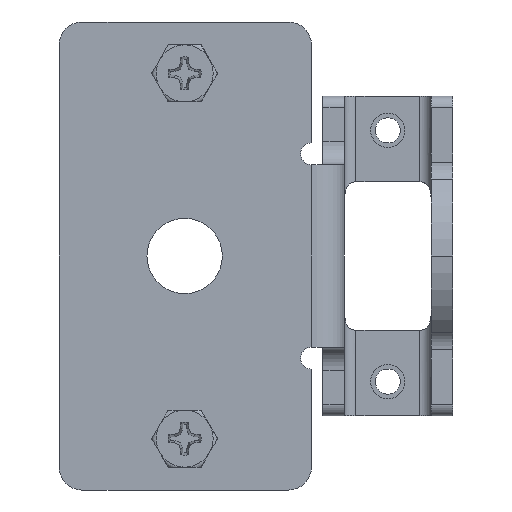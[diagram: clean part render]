
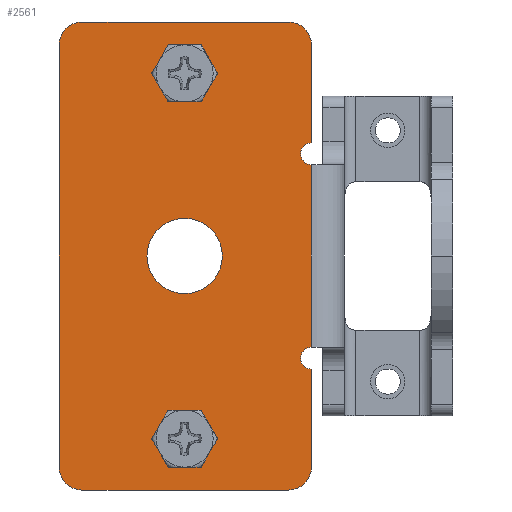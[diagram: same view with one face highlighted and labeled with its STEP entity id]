
A CAD part, front view. The second image highlights one B-rep face of the part: STEP entity #2561.
In plain terms, the highlighted planar face has unit normal (0, -1, 0).
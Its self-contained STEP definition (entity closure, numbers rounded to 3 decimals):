
#703=DIRECTION('',(0.,0.,1.));
#704=VECTOR('',#703,16.);
#705=CARTESIAN_POINT('',(-2.9,0.,-8.));
#706=LINE('',#705,#704);
#850=CARTESIAN_POINT('',(-4.9,0.,18.5));
#851=DIRECTION('',(0.,-1.,0.));
#852=DIRECTION('',(1.,0.,0.));
#853=AXIS2_PLACEMENT_3D('',#850,#851,#852);
#855=DIRECTION('',(0.,0.,1.));
#856=VECTOR('',#855,8.6);
#857=CARTESIAN_POINT('',(-2.9,0.,9.9));
#858=LINE('',#857,#856);
#859=CARTESIAN_POINT('',(-2.9,0.,8.95));
#860=DIRECTION('',(0.,1.,0.));
#861=DIRECTION('',(0.,0.,-1.));
#862=AXIS2_PLACEMENT_3D('',#859,#860,#861);
#864=CARTESIAN_POINT('',(-2.9,0.,-8.95));
#865=DIRECTION('',(0.,-1.,0.));
#866=DIRECTION('',(0.,0.,1.));
#867=AXIS2_PLACEMENT_3D('',#864,#865,#866);
#869=DIRECTION('',(0.,0.,-1.));
#870=VECTOR('',#869,8.6);
#871=CARTESIAN_POINT('',(-2.9,0.,-9.9));
#872=LINE('',#871,#870);
#873=CARTESIAN_POINT('',(-4.9,0.,-18.5));
#874=DIRECTION('',(0.,-1.,0.));
#875=DIRECTION('',(0.,0.,-1.));
#876=AXIS2_PLACEMENT_3D('',#873,#874,#875);
#878=DIRECTION('',(-1.,0.,0.));
#879=VECTOR('',#878,18.1);
#880=CARTESIAN_POINT('',(-4.9,0.,-20.5));
#881=LINE('',#880,#879);
#882=CARTESIAN_POINT('',(-23.,0.,-18.5));
#883=DIRECTION('',(0.,-1.,0.));
#884=DIRECTION('',(-1.,0.,0.));
#885=AXIS2_PLACEMENT_3D('',#882,#883,#884);
#887=DIRECTION('',(0.,0.,1.));
#888=VECTOR('',#887,37.);
#889=CARTESIAN_POINT('',(-25.,0.,-18.5));
#890=LINE('',#889,#888);
#891=CARTESIAN_POINT('',(-23.,0.,18.5));
#892=DIRECTION('',(0.,-1.,0.));
#893=DIRECTION('',(0.,0.,1.));
#894=AXIS2_PLACEMENT_3D('',#891,#892,#893);
#896=DIRECTION('',(-1.,0.,0.));
#897=VECTOR('',#896,18.1);
#898=CARTESIAN_POINT('',(-4.9,0.,20.5));
#899=LINE('',#898,#897);
#900=CARTESIAN_POINT('',(-14.,0.,0.));
#901=DIRECTION('',(0.,1.,0.));
#902=DIRECTION('',(-1.,0.,0.));
#903=AXIS2_PLACEMENT_3D('',#900,#901,#902);
#905=CARTESIAN_POINT('',(-14.,0.,0.));
#906=DIRECTION('',(0.,1.,0.));
#907=DIRECTION('',(1.,0.,0.));
#908=AXIS2_PLACEMENT_3D('',#905,#906,#907);
#910=CARTESIAN_POINT('',(-14.,0.,-16.));
#911=DIRECTION('',(0.,1.,0.));
#912=DIRECTION('',(-1.,0.,0.));
#913=AXIS2_PLACEMENT_3D('',#910,#911,#912);
#915=CARTESIAN_POINT('',(-14.,0.,-16.));
#916=DIRECTION('',(0.,1.,0.));
#917=DIRECTION('',(1.,0.,0.));
#918=AXIS2_PLACEMENT_3D('',#915,#916,#917);
#920=CARTESIAN_POINT('',(-14.,0.,16.));
#921=DIRECTION('',(0.,1.,0.));
#922=DIRECTION('',(-1.,0.,0.));
#923=AXIS2_PLACEMENT_3D('',#920,#921,#922);
#925=CARTESIAN_POINT('',(-14.,0.,16.));
#926=DIRECTION('',(0.,1.,0.));
#927=DIRECTION('',(1.,0.,0.));
#928=AXIS2_PLACEMENT_3D('',#925,#926,#927);
#1174=CARTESIAN_POINT('',(-2.9,0.,8.));
#1175=CARTESIAN_POINT('',(-2.9,0.,9.9));
#1176=VERTEX_POINT('',#1174);
#1177=VERTEX_POINT('',#1175);
#1182=CARTESIAN_POINT('',(-2.9,0.,-8.));
#1183=CARTESIAN_POINT('',(-2.9,0.,-9.9));
#1184=VERTEX_POINT('',#1182);
#1185=VERTEX_POINT('',#1183);
#1190=CARTESIAN_POINT('',(-2.9,0.,18.5));
#1191=VERTEX_POINT('',#1190);
#1192=CARTESIAN_POINT('',(-4.9,0.,20.5));
#1193=VERTEX_POINT('',#1192);
#1198=CARTESIAN_POINT('',(-23.,0.,20.5));
#1199=VERTEX_POINT('',#1198);
#1200=CARTESIAN_POINT('',(-25.,0.,18.5));
#1201=VERTEX_POINT('',#1200);
#1206=CARTESIAN_POINT('',(-25.,0.,-18.5));
#1207=VERTEX_POINT('',#1206);
#1208=CARTESIAN_POINT('',(-23.,0.,-20.5));
#1209=VERTEX_POINT('',#1208);
#1214=CARTESIAN_POINT('',(-4.9,0.,-20.5));
#1215=VERTEX_POINT('',#1214);
#1216=CARTESIAN_POINT('',(-2.9,0.,-18.5));
#1217=VERTEX_POINT('',#1216);
#1234=CARTESIAN_POINT('',(-17.3,0.,0.));
#1235=CARTESIAN_POINT('',(-10.7,0.,0.));
#1236=VERTEX_POINT('',#1234);
#1237=VERTEX_POINT('',#1235);
#1242=CARTESIAN_POINT('',(-15.1,0.,-16.));
#1243=CARTESIAN_POINT('',(-12.9,0.,-16.));
#1244=VERTEX_POINT('',#1242);
#1245=VERTEX_POINT('',#1243);
#1246=CARTESIAN_POINT('',(-15.1,0.,16.));
#1247=CARTESIAN_POINT('',(-12.9,0.,16.));
#1248=VERTEX_POINT('',#1246);
#1249=VERTEX_POINT('',#1247);
#2516=CARTESIAN_POINT('',(-25.,0.,-14.));
#2517=DIRECTION('',(0.,-1.,0.));
#2518=DIRECTION('',(1.,0.,0.));
#2519=AXIS2_PLACEMENT_3D('',#2516,#2517,#2518);
#2520=PLANE('',#2519);
#2521=ORIENTED_EDGE('',*,*,#2482,.F.);
#2522=ORIENTED_EDGE('',*,*,#2498,.F.);
#2523=ORIENTED_EDGE('',*,*,#2510,.F.);
#2524=ORIENTED_EDGE('',*,*,#2326,.F.);
#2526=ORIENTED_EDGE('',*,*,#2525,.T.);
#2528=ORIENTED_EDGE('',*,*,#2527,.T.);
#2530=ORIENTED_EDGE('',*,*,#2529,.F.);
#2532=ORIENTED_EDGE('',*,*,#2531,.T.);
#2534=ORIENTED_EDGE('',*,*,#2533,.F.);
#2536=ORIENTED_EDGE('',*,*,#2535,.T.);
#2538=ORIENTED_EDGE('',*,*,#2537,.F.);
#2540=ORIENTED_EDGE('',*,*,#2539,.F.);
#2541=EDGE_LOOP('',(#2521,#2522,#2523,#2524,#2526,#2528,#2530,#2532,#2534,#2536,
#2538,#2540));
#2542=FACE_OUTER_BOUND('',#2541,.F.);
#2544=ORIENTED_EDGE('',*,*,#2543,.F.);
#2546=ORIENTED_EDGE('',*,*,#2545,.F.);
#2547=EDGE_LOOP('',(#2544,#2546));
#2548=FACE_BOUND('',#2547,.F.);
#2550=ORIENTED_EDGE('',*,*,#2549,.F.);
#2552=ORIENTED_EDGE('',*,*,#2551,.F.);
#2553=EDGE_LOOP('',(#2550,#2552));
#2554=FACE_BOUND('',#2553,.F.);
#2556=ORIENTED_EDGE('',*,*,#2555,.F.);
#2558=ORIENTED_EDGE('',*,*,#2557,.F.);
#2559=EDGE_LOOP('',(#2556,#2558));
#2560=FACE_BOUND('',#2559,.F.);
#2561=ADVANCED_FACE('',(#2542,#2548,#2554,#2560),#2520,.T.);
#854=CIRCLE('',#853,2.);
#863=CIRCLE('',#862,0.95);
#868=CIRCLE('',#867,0.95);
#877=CIRCLE('',#876,2.);
#886=CIRCLE('',#885,2.);
#895=CIRCLE('',#894,2.);
#904=CIRCLE('',#903,3.3);
#909=CIRCLE('',#908,3.3);
#914=CIRCLE('',#913,1.1);
#919=CIRCLE('',#918,1.1);
#924=CIRCLE('',#923,1.1);
#929=CIRCLE('',#928,1.1);
#2326=EDGE_CURVE('',#1184,#1176,#706,.T.);
#2482=EDGE_CURVE('',#1191,#1193,#854,.T.);
#2498=EDGE_CURVE('',#1177,#1191,#858,.T.);
#2510=EDGE_CURVE('',#1176,#1177,#863,.T.);
#2525=EDGE_CURVE('',#1184,#1185,#868,.T.);
#2527=EDGE_CURVE('',#1185,#1217,#872,.T.);
#2529=EDGE_CURVE('',#1215,#1217,#877,.T.);
#2531=EDGE_CURVE('',#1215,#1209,#881,.T.);
#2533=EDGE_CURVE('',#1207,#1209,#886,.T.);
#2535=EDGE_CURVE('',#1207,#1201,#890,.T.);
#2537=EDGE_CURVE('',#1199,#1201,#895,.T.);
#2539=EDGE_CURVE('',#1193,#1199,#899,.T.);
#2543=EDGE_CURVE('',#1236,#1237,#904,.T.);
#2545=EDGE_CURVE('',#1237,#1236,#909,.T.);
#2549=EDGE_CURVE('',#1244,#1245,#914,.T.);
#2551=EDGE_CURVE('',#1245,#1244,#919,.T.);
#2555=EDGE_CURVE('',#1248,#1249,#924,.T.);
#2557=EDGE_CURVE('',#1249,#1248,#929,.T.);
